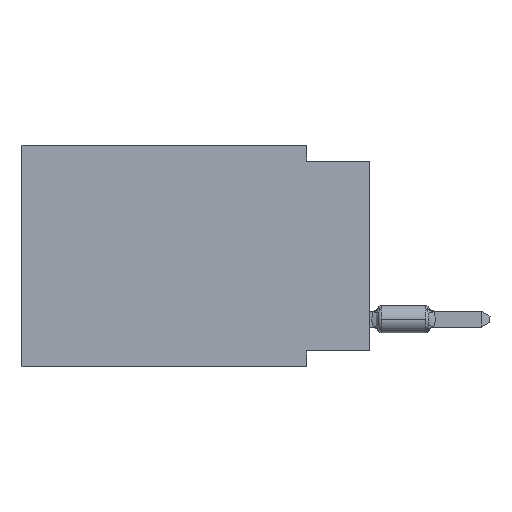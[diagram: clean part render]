
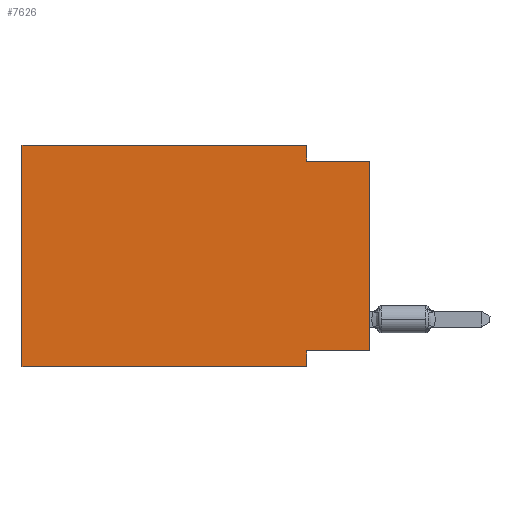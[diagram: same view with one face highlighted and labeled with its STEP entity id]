
A CAD part, left-side view. The second image highlights one B-rep face of the part: STEP entity #7626.
In plain terms, the highlighted planar face has unit normal (-1, 0, 0).
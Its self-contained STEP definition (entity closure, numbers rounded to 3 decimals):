
#66 = DIRECTION ( 'NONE',  ( 0., 0., 1. ) ) ;
#149 = CARTESIAN_POINT ( 'NONE',  ( 0., 0., -8.255 ) ) ;
#324 = DIRECTION ( 'NONE',  ( 0., 0., -1. ) ) ;
#459 = CARTESIAN_POINT ( 'NONE',  ( 0., 2.54, 0. ) ) ;
#728 = ORIENTED_EDGE ( 'NONE', *, *, #12028, .T. ) ;
#902 = DIRECTION ( 'NONE',  ( 0., 0., -1. ) ) ;
#1107 = CARTESIAN_POINT ( 'NONE',  ( 0., 13.97, 0. ) ) ;
#1377 = EDGE_LOOP ( 'NONE', ( #12625, #4345, #5659, #3473, #9126, #728, #3804, #8071 ) ) ;
#1405 = FACE_OUTER_BOUND ( 'NONE', #1377, .T. ) ;
#1483 = DIRECTION ( 'NONE',  ( 1., 0., 0. ) ) ;
#1752 = VERTEX_POINT ( 'NONE', #8597 ) ;
#2497 = LINE ( 'NONE', #7059, #5275 ) ;
#2620 = DIRECTION ( 'NONE',  ( 0., 1., 0. ) ) ;
#3099 = LINE ( 'NONE', #7734, #4971 ) ;
#3473 = ORIENTED_EDGE ( 'NONE', *, *, #9089, .F. ) ;
#3621 = EDGE_CURVE ( 'NONE', #3751, #6990, #10402, .T. ) ;
#3751 = VERTEX_POINT ( 'NONE', #9952 ) ;
#3777 = AXIS2_PLACEMENT_3D ( 'NONE', #6283, #1483, #9569 ) ;
#3804 = ORIENTED_EDGE ( 'NONE', *, *, #9380, .F. ) ;
#4096 = VERTEX_POINT ( 'NONE', #5822 ) ;
#4345 = ORIENTED_EDGE ( 'NONE', *, *, #12621, .F. ) ;
#4819 = DIRECTION ( 'NONE',  ( 0., 0., 1. ) ) ;
#4971 = VECTOR ( 'NONE', #11112, 1000. ) ;
#5079 = PLANE ( 'NONE',  #3777 ) ;
#5119 = VECTOR ( 'NONE', #66, 1000. ) ;
#5142 = VERTEX_POINT ( 'NONE', #13171 ) ;
#5199 = VECTOR ( 'NONE', #2620, 1000. ) ;
#5201 = CARTESIAN_POINT ( 'NONE',  ( 0., 0., -0.635 ) ) ;
#5275 = VECTOR ( 'NONE', #4819, 1000. ) ;
#5415 = DIRECTION ( 'NONE',  ( 0., -1., 0. ) ) ;
#5659 = ORIENTED_EDGE ( 'NONE', *, *, #9928, .F. ) ;
#5822 = CARTESIAN_POINT ( 'NONE',  ( 0., 13.97, 0. ) ) ;
#6016 = LINE ( 'NONE', #10573, #12147 ) ;
#6051 = EDGE_CURVE ( 'NONE', #1752, #4096, #7998, .T. ) ;
#6245 = LINE ( 'NONE', #5201, #11807 ) ;
#6283 = CARTESIAN_POINT ( 'NONE',  ( 0., 13.97, 0. ) ) ;
#6990 = VERTEX_POINT ( 'NONE', #7584 ) ;
#7059 = CARTESIAN_POINT ( 'NONE',  ( 0., 0., 0. ) ) ;
#7584 = CARTESIAN_POINT ( 'NONE',  ( 0., 2.54, -8.255 ) ) ;
#7626 = ADVANCED_FACE ( 'NONE', ( #1405 ), #5079, .F. ) ;
#7629 = CARTESIAN_POINT ( 'NONE',  ( 0., 2.54, 0. ) ) ;
#7734 = CARTESIAN_POINT ( 'NONE',  ( 0., 13.97, 0. ) ) ;
#7795 = VECTOR ( 'NONE', #7887, 1000. ) ;
#7887 = DIRECTION ( 'NONE',  ( 0., -1., 0. ) ) ;
#7998 = LINE ( 'NONE', #1107, #5119 ) ;
#8071 = ORIENTED_EDGE ( 'NONE', *, *, #3621, .F. ) ;
#8222 = CARTESIAN_POINT ( 'NONE',  ( 0., 0., -0.635 ) ) ;
#8597 = CARTESIAN_POINT ( 'NONE',  ( 0., 13.97, -8.89 ) ) ;
#8959 = VECTOR ( 'NONE', #902, 1000. ) ;
#9017 = CARTESIAN_POINT ( 'NONE',  ( 0., 2.54, -8.89 ) ) ;
#9089 = EDGE_CURVE ( 'NONE', #4096, #12974, #3099, .T. ) ;
#9126 = ORIENTED_EDGE ( 'NONE', *, *, #6051, .F. ) ;
#9380 = EDGE_CURVE ( 'NONE', #6990, #12020, #6016, .T. ) ;
#9569 = DIRECTION ( 'NONE',  ( 0., 0., -1. ) ) ;
#9928 = EDGE_CURVE ( 'NONE', #12974, #5142, #11150, .T. ) ;
#9952 = CARTESIAN_POINT ( 'NONE',  ( 0., 0., -8.255 ) ) ;
#10353 = LINE ( 'NONE', #12450, #7795 ) ;
#10402 = LINE ( 'NONE', #149, #5199 ) ;
#10573 = CARTESIAN_POINT ( 'NONE',  ( 0., 2.54, -8.89 ) ) ;
#11112 = DIRECTION ( 'NONE',  ( 0., -1., 0. ) ) ;
#11150 = LINE ( 'NONE', #7629, #8959 ) ;
#11807 = VECTOR ( 'NONE', #5415, 1000. ) ;
#12020 = VERTEX_POINT ( 'NONE', #9017 ) ;
#12028 = EDGE_CURVE ( 'NONE', #1752, #12020, #10353, .T. ) ;
#12147 = VECTOR ( 'NONE', #324, 1000. ) ;
#12450 = CARTESIAN_POINT ( 'NONE',  ( 0., 13.97, -8.89 ) ) ;
#12621 = EDGE_CURVE ( 'NONE', #5142, #14455, #6245, .T. ) ;
#12625 = ORIENTED_EDGE ( 'NONE', *, *, #13772, .T. ) ;
#12974 = VERTEX_POINT ( 'NONE', #459 ) ;
#13171 = CARTESIAN_POINT ( 'NONE',  ( 0., 2.54, -0.635 ) ) ;
#13772 = EDGE_CURVE ( 'NONE', #3751, #14455, #2497, .T. ) ;
#14455 = VERTEX_POINT ( 'NONE', #8222 ) ;
